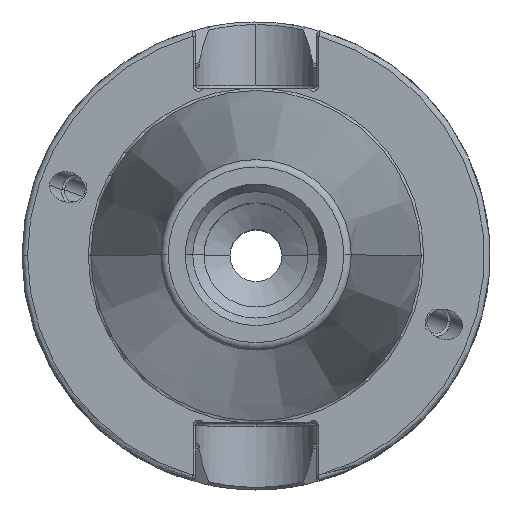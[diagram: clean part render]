
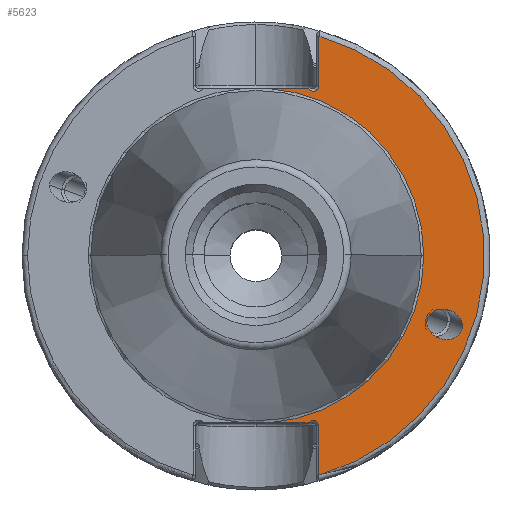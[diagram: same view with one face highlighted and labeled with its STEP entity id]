
A CAD part, top view. The second image highlights one B-rep face of the part: STEP entity #5623.
In plain terms, the highlighted planar face has unit normal (0, 0, 1).
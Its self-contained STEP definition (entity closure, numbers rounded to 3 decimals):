
#328 = CIRCLE ( 'NONE', #3019, 22.563 ) ;
#372 = ORIENTED_EDGE ( 'NONE', *, *, #3210, .T. ) ;
#382 = VERTEX_POINT ( 'NONE', #6296 ) ;
#395 = DIRECTION ( 'NONE',  ( -1., 0., 0. ) ) ;
#457 =( BOUNDED_CURVE ( )  B_SPLINE_CURVE ( 3, ( #6619, #2546, #7207, #3739 ),
 .UNSPECIFIED., .F., .F. ) 
 B_SPLINE_CURVE_WITH_KNOTS ( ( 4, 4 ),
 ( 5.993, 9.135 ),
 .UNSPECIFIED. ) 
 CURVE ( )  GEOMETRIC_REPRESENTATION_ITEM ( )  RATIONAL_B_SPLINE_CURVE ( ( 1., 0.333, 0.333, 1. ) ) 
 REPRESENTATION_ITEM ( '' )  );
#491 = VECTOR ( 'NONE', #6539, 1000. ) ;
#526 = CARTESIAN_POINT ( 'NONE',  ( 1.684, 22.5, -2. ) ) ;
#623 = CARTESIAN_POINT ( 'NONE',  ( 22.978, -8.971, -2. ) ) ;
#746 = VERTEX_POINT ( 'NONE', #5765 ) ;
#770 = CARTESIAN_POINT ( 'NONE',  ( 7.72, 22.875, -2. ) ) ;
#783 = CARTESIAN_POINT ( 'NONE',  ( 8.47, 22.875, -2. ) ) ;
#965 = AXIS2_PLACEMENT_3D ( 'NONE', #770, #4947, #1366 ) ;
#1129 = EDGE_CURVE ( 'NONE', #746, #382, #3236, .T. ) ;
#1152 = CARTESIAN_POINT ( 'NONE',  ( 7.72, -22.875, -2. ) ) ;
#1198 = EDGE_CURVE ( 'NONE', #3206, #3455, #328, .T. ) ;
#1207 = LINE ( 'NONE', #7476, #5556 ) ;
#1366 = DIRECTION ( 'NONE',  ( -1., 0., 0. ) ) ;
#1373 = EDGE_CURVE ( 'NONE', #382, #7148, #2229, .T. ) ;
#1392 = CARTESIAN_POINT ( 'NONE',  ( 0., 0., -2. ) ) ;
#1404 = ORIENTED_EDGE ( 'NONE', *, *, #7403, .T. ) ;
#1415 = VERTEX_POINT ( 'NONE', #783 ) ;
#1424 = ORIENTED_EDGE ( 'NONE', *, *, #2969, .F. ) ;
#1458 = CIRCLE ( 'NONE', #965, 0.75 ) ;
#1541 = PLANE ( 'NONE',  #3006 ) ;
#1570 = CARTESIAN_POINT ( 'NONE',  ( 7.133, -22.5, -2. ) ) ;
#1601 = EDGE_LOOP ( 'NONE', ( #1424, #372, #3851, #7457, #6083, #4107, #4762, #3184, #2551 ) ) ;
#1605 = VERTEX_POINT ( 'NONE', #4061 ) ;
#1643 = EDGE_CURVE ( 'NONE', #7148, #1415, #5234, .T. ) ;
#1659 = VECTOR ( 'NONE', #6955, 1000. ) ;
#1731 = CARTESIAN_POINT ( 'NONE',  ( 27.766, -9.498, -2. ) ) ;
#1779 = DIRECTION ( 'NONE',  ( -1., 0., 0. ) ) ;
#2107 = AXIS2_PLACEMENT_3D ( 'NONE', #1152, #5317, #1779 ) ;
#2110 = CARTESIAN_POINT ( 'NONE',  ( 27.766, -9.498, -2. ) ) ;
#2204 = CARTESIAN_POINT ( 'NONE',  ( 22.563, 0., -2. ) ) ;
#2218 = CARTESIAN_POINT ( 'NONE',  ( 22.978, -8.971, -2. ) ) ;
#2229 = CIRCLE ( 'NONE', #2494, 30.725 ) ;
#2354 = FACE_BOUND ( 'NONE', #7260, .T. ) ;
#2494 = AXIS2_PLACEMENT_3D ( 'NONE', #7303, #7249, #7459 ) ;
#2546 = CARTESIAN_POINT ( 'NONE',  ( 27.766, -13.577, -2. ) ) ;
#2551 = ORIENTED_EDGE ( 'NONE', *, *, #2593, .T. ) ;
#2593 = EDGE_CURVE ( 'NONE', #3455, #3104, #4234, .T. ) ;
#2754 = DIRECTION ( 'NONE',  ( 1., 0., 0. ) ) ;
#2784 = LINE ( 'NONE', #6213, #5706 ) ;
#2935 = AXIS2_PLACEMENT_3D ( 'NONE', #1392, #6210, #5732 ) ;
#2969 = EDGE_CURVE ( 'NONE', #3415, #3104, #1207, .T. ) ;
#3006 = AXIS2_PLACEMENT_3D ( 'NONE', #7455, #3976, #395 ) ;
#3019 = AXIS2_PLACEMENT_3D ( 'NONE', #4303, #7225, #5607 ) ;
#3046 = DIRECTION ( 'NONE',  ( -1., 0., 0. ) ) ;
#3104 = VERTEX_POINT ( 'NONE', #4035 ) ;
#3170 = VERTEX_POINT ( 'NONE', #1731 ) ;
#3184 = ORIENTED_EDGE ( 'NONE', *, *, #1198, .T. ) ;
#3206 = VERTEX_POINT ( 'NONE', #526 ) ;
#3210 = EDGE_CURVE ( 'NONE', #3415, #746, #7344, .T. ) ;
#3236 = LINE ( 'NONE', #7509, #1659 ) ;
#3415 = VERTEX_POINT ( 'NONE', #1570 ) ;
#3455 = VERTEX_POINT ( 'NONE', #2204 ) ;
#3739 = CARTESIAN_POINT ( 'NONE',  ( 22.978, -8.971, -2. ) ) ;
#3742 = FACE_OUTER_BOUND ( 'NONE', #1601, .T. ) ;
#3851 = ORIENTED_EDGE ( 'NONE', *, *, #1129, .T. ) ;
#3893 = EDGE_CURVE ( 'NONE', #1415, #1605, #1458, .T. ) ;
#3976 = DIRECTION ( 'NONE',  ( 0., 0., -1. ) ) ;
#4035 = CARTESIAN_POINT ( 'NONE',  ( 1.684, -22.5, -2. ) ) ;
#4061 = CARTESIAN_POINT ( 'NONE',  ( 7.07, 22.5, -2. ) ) ;
#4107 = ORIENTED_EDGE ( 'NONE', *, *, #3893, .T. ) ;
#4156 = EDGE_CURVE ( 'NONE', #3206, #1605, #2784, .T. ) ;
#4234 = CIRCLE ( 'NONE', #2935, 22.563 ) ;
#4303 = CARTESIAN_POINT ( 'NONE',  ( 0., 0., -2. ) ) ;
#4507 = EDGE_CURVE ( 'NONE', #3170, #7574, #457, .T. ) ;
#4557 = CARTESIAN_POINT ( 'NONE',  ( 8.47, 29.534, -2. ) ) ;
#4762 = ORIENTED_EDGE ( 'NONE', *, *, #4156, .F. ) ;
#4802 = CARTESIAN_POINT ( 'NONE',  ( 22.978, -4.892, -2. ) ) ;
#4947 = DIRECTION ( 'NONE',  ( 0., 0., -1. ) ) ;
#5227 = CARTESIAN_POINT ( 'NONE',  ( 8.47, 22.875, -2. ) ) ;
#5234 = LINE ( 'NONE', #5227, #491 ) ;
#5317 = DIRECTION ( 'NONE',  ( 0., 0., -1. ) ) ;
#5556 = VECTOR ( 'NONE', #3046, 1000. ) ;
#5607 = DIRECTION ( 'NONE',  ( -1., 0., 0. ) ) ;
#5623 = ADVANCED_FACE ( 'NONE', ( #2354, #3742 ), #1541, .F. ) ;
#5671 = CARTESIAN_POINT ( 'NONE',  ( 27.766, -5.419, -2. ) ) ;
#5706 = VECTOR ( 'NONE', #2754, 1000. ) ;
#5732 = DIRECTION ( 'NONE',  ( -1., 0., 0. ) ) ;
#5765 = CARTESIAN_POINT ( 'NONE',  ( 8.417, -22.875, -2. ) ) ;
#6083 = ORIENTED_EDGE ( 'NONE', *, *, #1643, .T. ) ;
#6210 = DIRECTION ( 'NONE',  ( 0., 0., -1. ) ) ;
#6213 = CARTESIAN_POINT ( 'NONE',  ( 0., 22.5, -2. ) ) ;
#6296 = CARTESIAN_POINT ( 'NONE',  ( 8.417, -29.55, -2. ) ) ;
#6539 = DIRECTION ( 'NONE',  ( 0., -1., 0. ) ) ;
#6619 = CARTESIAN_POINT ( 'NONE',  ( 27.766, -9.498, -2. ) ) ;
#6852 = ORIENTED_EDGE ( 'NONE', *, *, #4507, .T. ) ;
#6955 = DIRECTION ( 'NONE',  ( 0., -1., 0. ) ) ;
#7148 = VERTEX_POINT ( 'NONE', #4557 ) ;
#7207 = CARTESIAN_POINT ( 'NONE',  ( 22.978, -13.051, -2. ) ) ;
#7225 = DIRECTION ( 'NONE',  ( 0., 0., -1. ) ) ;
#7249 = DIRECTION ( 'NONE',  ( 0., 0., 1. ) ) ;
#7260 = EDGE_LOOP ( 'NONE', ( #6852, #1404 ) ) ;
#7303 = CARTESIAN_POINT ( 'NONE',  ( 0., 0., -2. ) ) ;
#7344 = CIRCLE ( 'NONE', #2107, 0.697 ) ;
#7403 = EDGE_CURVE ( 'NONE', #7574, #3170, #7652, .T. ) ;
#7455 = CARTESIAN_POINT ( 'NONE',  ( 0., 31.475, -2. ) ) ;
#7457 = ORIENTED_EDGE ( 'NONE', *, *, #1373, .T. ) ;
#7459 = DIRECTION ( 'NONE',  ( -1., 0., 0. ) ) ;
#7476 = CARTESIAN_POINT ( 'NONE',  ( 0., -22.5, -2. ) ) ;
#7509 = CARTESIAN_POINT ( 'NONE',  ( 8.417, 31.475, -2. ) ) ;
#7574 = VERTEX_POINT ( 'NONE', #2218 ) ;
#7652 =( BOUNDED_CURVE ( )  B_SPLINE_CURVE ( 3, ( #623, #4802, #5671, #2110 ),
 .UNSPECIFIED., .F., .F. ) 
 B_SPLINE_CURVE_WITH_KNOTS ( ( 4, 4 ),
 ( 2.852, 5.993 ),
 .UNSPECIFIED. ) 
 CURVE ( )  GEOMETRIC_REPRESENTATION_ITEM ( )  RATIONAL_B_SPLINE_CURVE ( ( 1., 0.333, 0.333, 1. ) ) 
 REPRESENTATION_ITEM ( '' )  );
